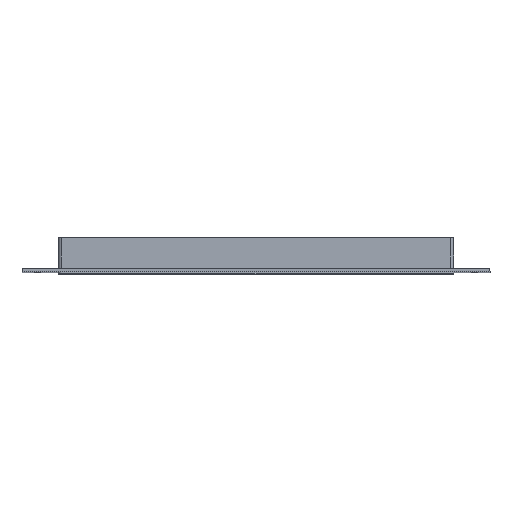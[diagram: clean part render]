
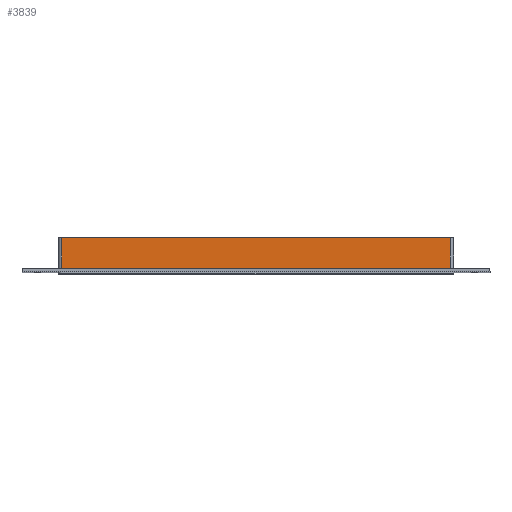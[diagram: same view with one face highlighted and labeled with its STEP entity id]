
A CAD part, top view. The second image highlights one B-rep face of the part: STEP entity #3839.
In plain terms, the highlighted planar face has unit normal (0, 0, 1).
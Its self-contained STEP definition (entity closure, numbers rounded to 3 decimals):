
#1721=CARTESIAN_POINT('',(-321.25,57.0,345.));
#1722=VERTEX_POINT('',#1721);
#1730=CARTESIAN_POINT('',(321.25,57.0,345.));
#1731=VERTEX_POINT('',#1730);
#1732=CARTESIAN_POINT('',(-321.25,57.0,345.));
#1733=DIRECTION('',(1.0,0.0,0.0));
#1734=VECTOR('',#1733,642.5);
#1735=LINE('',#1732,#1734);
#1736=EDGE_CURVE('',#1722,#1731,#1735,.T.);
#3253=CARTESIAN_POINT('',(321.25,6.,345.));
#3254=VERTEX_POINT('',#3253);
#3262=CARTESIAN_POINT('',(-321.25,6.,345.));
#3263=VERTEX_POINT('',#3262);
#3264=CARTESIAN_POINT('',(-321.25,6.,345.));
#3265=DIRECTION('',(1.0,0.0,0.0));
#3266=VECTOR('',#3265,642.5);
#3267=LINE('',#3264,#3266);
#3268=EDGE_CURVE('',#3263,#3254,#3267,.T.);
#3603=CARTESIAN_POINT('',(321.25,57.0,345.));
#3604=DIRECTION('',(0.0,-1.0,0.0));
#3605=VECTOR('',#3604,51.0);
#3606=LINE('',#3603,#3605);
#3607=EDGE_CURVE('',#1731,#3254,#3606,.T.);
#3817=CARTESIAN_POINT('',(-321.25,6.,345.));
#3818=DIRECTION('',(0.0,1.0,0.0));
#3819=VECTOR('',#3818,51.0);
#3820=LINE('',#3817,#3819);
#3821=EDGE_CURVE('',#3263,#1722,#3820,.T.);
#3828=CARTESIAN_POINT('',(-327.25,0.0,345.));
#3829=DIRECTION('',(0.0,0.0,1.0));
#3830=DIRECTION('',(1.0,0.0,0.0));
#3831=AXIS2_PLACEMENT_3D('',#3828,#3829,#3830);
#3832=PLANE('',#3831);
#3833=ORIENTED_EDGE('',*,*,#3268,.T.);
#3834=ORIENTED_EDGE('',*,*,#3607,.F.);
#3835=ORIENTED_EDGE('',*,*,#1736,.F.);
#3836=ORIENTED_EDGE('',*,*,#3821,.F.);
#3837=EDGE_LOOP('',(#3833,#3834,#3835,#3836));
#3838=FACE_OUTER_BOUND('',#3837,.T.);
#3839=ADVANCED_FACE('',(#3838),#3832,.T.);
